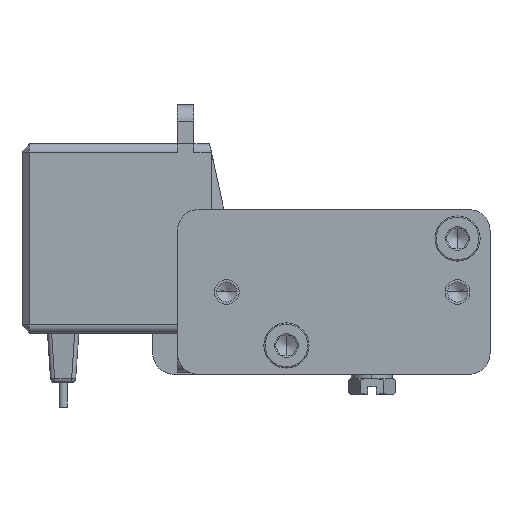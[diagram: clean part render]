
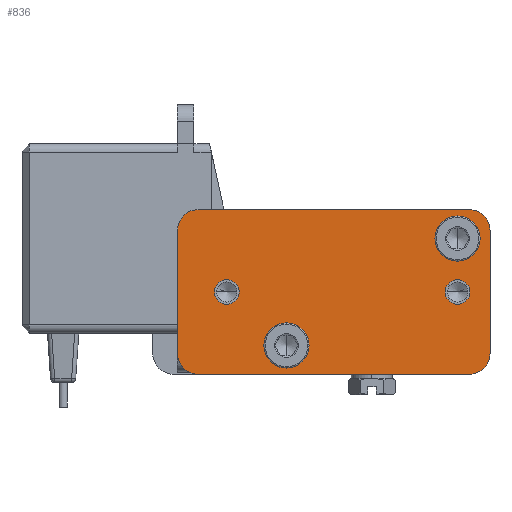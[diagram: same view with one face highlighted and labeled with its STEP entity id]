
A CAD part, left-side view. The second image highlights one B-rep face of the part: STEP entity #836.
In plain terms, the highlighted planar face has unit normal (-1, 0, 0).
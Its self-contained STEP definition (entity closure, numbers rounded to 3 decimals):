
#157=FACE_BOUND('',#1827,.F.);
#158=FACE_BOUND('',#1828,.F.);
#159=FACE_BOUND('',#1829,.F.);
#160=FACE_BOUND('',#1830,.F.);
#417=PLANE('',#8826);
#836=ADVANCED_FACE('',(#157,#158,#159,#160,#1303),#417,.T.);
#1303=FACE_OUTER_BOUND('',#1831,.F.);
#1827=EDGE_LOOP('',(#3720,#3721));
#1828=EDGE_LOOP('',(#3722,#3723));
#1829=EDGE_LOOP('',(#3724,#3725));
#1830=EDGE_LOOP('',(#3726,#3727));
#1831=EDGE_LOOP('',(#3728,#3729,#3730,#3731,#3732,#3733,#3734,#3735));
#3720=ORIENTED_EDGE('',*,*,#6341,.T.);
#3721=ORIENTED_EDGE('',*,*,#6342,.T.);
#3722=ORIENTED_EDGE('',*,*,#6343,.T.);
#3723=ORIENTED_EDGE('',*,*,#6344,.T.);
#3724=ORIENTED_EDGE('',*,*,#6336,.T.);
#3725=ORIENTED_EDGE('',*,*,#6335,.T.);
#3726=ORIENTED_EDGE('',*,*,#6349,.T.);
#3727=ORIENTED_EDGE('',*,*,#6350,.T.);
#3728=ORIENTED_EDGE('',*,*,#6340,.F.);
#3729=ORIENTED_EDGE('',*,*,#6347,.F.);
#3730=ORIENTED_EDGE('',*,*,#6337,.F.);
#3731=ORIENTED_EDGE('',*,*,#6346,.F.);
#3732=ORIENTED_EDGE('',*,*,#6339,.T.);
#3733=ORIENTED_EDGE('',*,*,#6345,.F.);
#3734=ORIENTED_EDGE('',*,*,#6338,.T.);
#3735=ORIENTED_EDGE('',*,*,#6348,.F.);
#4823=LINE('',#13709,#5374);
#4824=LINE('',#13710,#5375);
#4825=LINE('',#13711,#5376);
#4826=LINE('',#13712,#5377);
#5374=VECTOR('',#10890,33.);
#5375=VECTOR('',#10891,33.);
#5376=VECTOR('',#10892,15.);
#5377=VECTOR('',#10893,15.);
#6335=EDGE_CURVE('',#7477,#7476,#6849,.T.);
#6336=EDGE_CURVE('',#7476,#7477,#6850,.T.);
#6337=EDGE_CURVE('',#7449,#7447,#4823,.T.);
#6338=EDGE_CURVE('',#7451,#7445,#4824,.T.);
#6339=EDGE_CURVE('',#7448,#7450,#4825,.T.);
#6340=EDGE_CURVE('',#7446,#7444,#4826,.T.);
#6341=EDGE_CURVE('',#7461,#7460,#6851,.T.);
#6342=EDGE_CURVE('',#7460,#7461,#6852,.T.);
#6343=EDGE_CURVE('',#7465,#7464,#6853,.T.);
#6344=EDGE_CURVE('',#7464,#7465,#6854,.T.);
#6345=EDGE_CURVE('',#7451,#7450,#6855,.T.);
#6346=EDGE_CURVE('',#7448,#7449,#6856,.T.);
#6347=EDGE_CURVE('',#7447,#7446,#6857,.T.);
#6348=EDGE_CURVE('',#7444,#7445,#6858,.T.);
#6349=EDGE_CURVE('',#7493,#7494,#6859,.T.);
#6350=EDGE_CURVE('',#7494,#7493,#6860,.T.);
#6849=CIRCLE('',#8773,1.5);
#6850=CIRCLE('',#8774,1.5);
#6851=CIRCLE('',#8775,1.5);
#6852=CIRCLE('',#8776,1.5);
#6853=CIRCLE('',#8777,1.5);
#6854=CIRCLE('',#8778,1.5);
#6855=CIRCLE('',#8779,2.5);
#6856=CIRCLE('',#8780,2.5);
#6857=CIRCLE('',#8781,2.5);
#6858=CIRCLE('',#8782,2.5);
#6859=CIRCLE('',#8783,1.5);
#6860=CIRCLE('',#8784,1.5);
#7444=VERTEX_POINT('',#13577);
#7445=VERTEX_POINT('',#13578);
#7446=VERTEX_POINT('',#13579);
#7447=VERTEX_POINT('',#13580);
#7448=VERTEX_POINT('',#13581);
#7449=VERTEX_POINT('',#13582);
#7450=VERTEX_POINT('',#13583);
#7451=VERTEX_POINT('',#13584);
#7460=VERTEX_POINT('',#13593);
#7461=VERTEX_POINT('',#13594);
#7464=VERTEX_POINT('',#13597);
#7465=VERTEX_POINT('',#13598);
#7476=VERTEX_POINT('',#13609);
#7477=VERTEX_POINT('',#13610);
#7493=VERTEX_POINT('',#13626);
#7494=VERTEX_POINT('',#13627);
#8773=AXIS2_PLACEMENT_3D('',#13707,#10886,#10887);
#8774=AXIS2_PLACEMENT_3D('',#13708,#10888,#10889);
#8775=AXIS2_PLACEMENT_3D('',#13713,#10894,#10895);
#8776=AXIS2_PLACEMENT_3D('',#13714,#10896,#10897);
#8777=AXIS2_PLACEMENT_3D('',#13715,#10898,#10899);
#8778=AXIS2_PLACEMENT_3D('',#13716,#10900,#10901);
#8779=AXIS2_PLACEMENT_3D('',#13717,#10902,#10903);
#8780=AXIS2_PLACEMENT_3D('',#13718,#10904,#10905);
#8781=AXIS2_PLACEMENT_3D('',#13719,#10906,#10907);
#8782=AXIS2_PLACEMENT_3D('',#13720,#10908,#10909);
#8783=AXIS2_PLACEMENT_3D('',#13721,#10910,#10911);
#8784=AXIS2_PLACEMENT_3D('',#13722,#10912,#10913);
#8826=AXIS2_PLACEMENT_3D('',#13764,#10996,#10997);
#10886=DIRECTION('',(-1.,0.,0.));
#10887=DIRECTION('',(0.,-1.,0.));
#10888=DIRECTION('',(-1.,0.,0.));
#10889=DIRECTION('',(0.,1.,0.));
#10890=DIRECTION('',(0.,1.,0.));
#10891=DIRECTION('',(0.,1.,0.));
#10892=DIRECTION('',(0.,0.,-1.));
#10893=DIRECTION('',(0.,0.,-1.));
#10894=DIRECTION('',(-1.,0.,0.));
#10895=DIRECTION('',(0.,0.,1.));
#10896=DIRECTION('',(-1.,0.,0.));
#10897=DIRECTION('',(0.,0.,-1.));
#10898=DIRECTION('',(-1.,0.,0.));
#10899=DIRECTION('',(0.,0.,1.));
#10900=DIRECTION('',(-1.,0.,0.));
#10901=DIRECTION('',(0.,0.,-1.));
#10902=DIRECTION('',(-1.,0.,0.));
#10903=DIRECTION('',(0.,0.,-1.));
#10904=DIRECTION('',(-1.,0.,0.));
#10905=DIRECTION('',(0.,-1.,0.));
#10906=DIRECTION('',(-1.,0.,0.));
#10907=DIRECTION('',(0.,0.,1.));
#10908=DIRECTION('',(-1.,0.,0.));
#10909=DIRECTION('',(0.,1.,0.));
#10910=DIRECTION('',(-1.,0.,0.));
#10911=DIRECTION('',(0.,1.,0.));
#10912=DIRECTION('',(-1.,0.,0.));
#10913=DIRECTION('',(0.,-1.,0.));
#10996=DIRECTION('',(-1.,0.,0.));
#10997=DIRECTION('',(0.,0.,-1.));
#13577=CARTESIAN_POINT('',(3.15,-16.5,1.85));
#13578=CARTESIAN_POINT('',(3.15,-19.,-0.65));
#13579=CARTESIAN_POINT('',(3.15,-16.5,16.85));
#13580=CARTESIAN_POINT('',(3.15,-19.,19.35));
#13581=CARTESIAN_POINT('',(3.15,-54.5,16.85));
#13582=CARTESIAN_POINT('',(3.15,-52.,19.35));
#13583=CARTESIAN_POINT('',(3.15,-54.5,1.85));
#13584=CARTESIAN_POINT('',(3.15,-52.,-0.65));
#13593=CARTESIAN_POINT('',(3.15,-50.55,14.35));
#13594=CARTESIAN_POINT('',(3.15,-50.55,17.35));
#13597=CARTESIAN_POINT('',(3.15,-29.75,1.35));
#13598=CARTESIAN_POINT('',(3.15,-29.75,4.35));
#13609=CARTESIAN_POINT('',(3.15,-21.,9.35));
#13610=CARTESIAN_POINT('',(3.15,-24.,9.35));
#13626=CARTESIAN_POINT('',(3.15,-49.05,9.35));
#13627=CARTESIAN_POINT('',(3.15,-52.05,9.35));
#13707=CARTESIAN_POINT('',(3.15,-22.5,9.35));
#13708=CARTESIAN_POINT('',(3.15,-22.5,9.35));
#13709=CARTESIAN_POINT('',(3.15,-52.,19.35));
#13710=CARTESIAN_POINT('',(3.15,-52.,-0.65));
#13711=CARTESIAN_POINT('',(3.15,-54.5,16.85));
#13712=CARTESIAN_POINT('',(3.15,-16.5,16.85));
#13713=CARTESIAN_POINT('',(3.15,-50.55,15.85));
#13714=CARTESIAN_POINT('',(3.15,-50.55,15.85));
#13715=CARTESIAN_POINT('',(3.15,-29.75,2.85));
#13716=CARTESIAN_POINT('',(3.15,-29.75,2.85));
#13717=CARTESIAN_POINT('',(3.15,-52.,1.85));
#13718=CARTESIAN_POINT('',(3.15,-52.,16.85));
#13719=CARTESIAN_POINT('',(3.15,-19.,16.85));
#13720=CARTESIAN_POINT('',(3.15,-19.,1.85));
#13721=CARTESIAN_POINT('',(3.15,-50.55,9.35));
#13722=CARTESIAN_POINT('',(3.15,-50.55,9.35));
#13764=CARTESIAN_POINT('',(3.15,-16.12,19.73));
